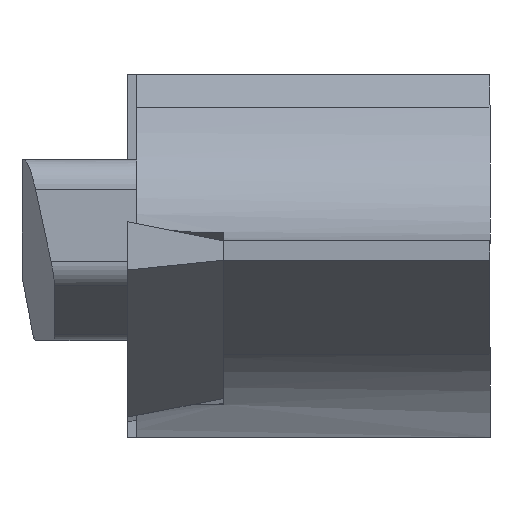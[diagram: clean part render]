
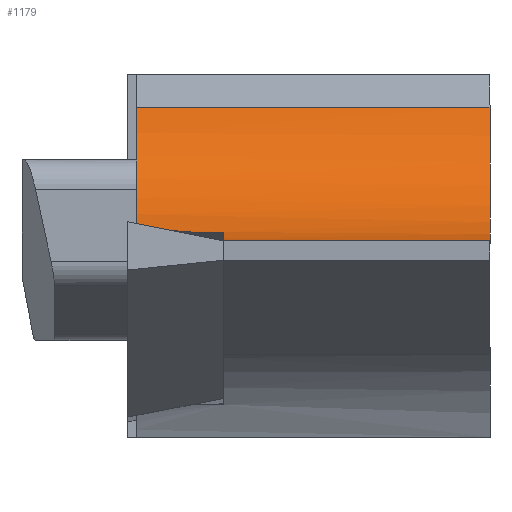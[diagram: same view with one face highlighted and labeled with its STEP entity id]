
A CAD part, left-side view. The second image highlights one B-rep face of the part: STEP entity #1179.
In plain terms, the highlighted cylindrical face has radius 6.1 mm (diameter 12.2 mm), a partial arc.
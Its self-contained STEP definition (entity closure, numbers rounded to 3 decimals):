
#29 = VERTEX_POINT ( 'NONE', #811 ) ;
#51 = CARTESIAN_POINT ( 'NONE',  ( -91.412, -1.512, -5.159 ) ) ;
#107 = EDGE_CURVE ( 'NONE', #29, #2437, #2375, .T. ) ;
#160 = DIRECTION ( 'NONE',  ( 0., -1., 0. ) ) ;
#219 = ORIENTED_EDGE ( 'NONE', *, *, #468, .F. ) ;
#220 = DIRECTION ( 'NONE',  ( 0., -1., 0. ) ) ;
#242 = VERTEX_POINT ( 'NONE', #319 ) ;
#244 = DIRECTION ( 'NONE',  ( 0., -1., 0. ) ) ;
#319 = CARTESIAN_POINT ( 'NONE',  ( -93.684, -12., -5.596 ) ) ;
#383 = DIRECTION ( 'NONE',  ( 0., 0., -1. ) ) ;
#392 = VECTOR ( 'NONE', #220, 1000. ) ;
#421 = LINE ( 'NONE', #2504, #1778 ) ;
#468 = EDGE_CURVE ( 'NONE', #2205, #1020, #1090, .T. ) ;
#487 = CARTESIAN_POINT ( 'NONE',  ( -93.684, -3.18, 0.504 ) ) ;
#492 = DIRECTION ( 'NONE',  ( 0., 0., -1. ) ) ;
#499 = DIRECTION ( 'NONE',  ( 0., 1., 0. ) ) ;
#528 = CYLINDRICAL_SURFACE ( 'NONE', #707, 6.1 ) ;
#531 = ORIENTED_EDGE ( 'NONE', *, *, #717, .T. ) ;
#572 = ORIENTED_EDGE ( 'NONE', *, *, #2171, .T. ) ;
#622 = CARTESIAN_POINT ( 'NONE',  ( -87.792, -0.3, -1.075 ) ) ;
#624 = DIRECTION ( 'NONE',  ( 0., -1., 0. ) ) ;
#634 = VERTEX_POINT ( 'NONE', #622 ) ;
#673 = AXIS2_PLACEMENT_3D ( 'NONE', #2502, #2507, #2329 ) ;
#707 = AXIS2_PLACEMENT_3D ( 'NONE', #1494, #160, #383 ) ;
#717 = EDGE_CURVE ( 'NONE', #1914, #242, #2322, .T. ) ;
#799 = ORIENTED_EDGE ( 'NONE', *, *, #884, .T. ) ;
#811 = CARTESIAN_POINT ( 'NONE',  ( -91.54, -3.18, -5.207 ) ) ;
#841 = EDGE_CURVE ( 'NONE', #956, #242, #2453, .T. ) ;
#884 = EDGE_CURVE ( 'NONE', #2437, #1914, #2303, .T. ) ;
#885 = ORIENTED_EDGE ( 'NONE', *, *, #107, .T. ) ;
#891 = CARTESIAN_POINT ( 'NONE',  ( -91.54, -2.099, -5.207 ) ) ;
#898 = AXIS2_PLACEMENT_3D ( 'NONE', #1619, #1616, #1608 ) ;
#947 = LINE ( 'NONE', #2481, #1780 ) ;
#956 = VERTEX_POINT ( 'NONE', #1072 ) ;
#976 = EDGE_LOOP ( 'NONE', ( #799, #531, #2459, #1370, #2503, #219, #572, #885 ) ) ;
#1020 = VERTEX_POINT ( 'NONE', #1783 ) ;
#1072 = CARTESIAN_POINT ( 'NONE',  ( -87.792, -12., -1.075 ) ) ;
#1090 =( BOUNDED_CURVE ( )  B_SPLINE_CURVE ( 3, ( #891, #51, #1475, #2420 ),
 .UNSPECIFIED., .F., .F. ) 
 B_SPLINE_CURVE_WITH_KNOTS ( ( 4, 4 ),
 ( 0.987, 1.055 ),
 .UNSPECIFIED. ) 
 CURVE ( )  GEOMETRIC_REPRESENTATION_ITEM ( )  RATIONAL_B_SPLINE_CURVE ( ( 1., 1., 1., 1. ) ) 
 REPRESENTATION_ITEM ( '' )  );
#1166 = CARTESIAN_POINT ( 'NONE',  ( -93.684, -3.18, -5.596 ) ) ;
#1179 = ADVANCED_FACE ( 'NONE', ( #2352 ), #528, .F. ) ;
#1226 = AXIS2_PLACEMENT_3D ( 'NONE', #1313, #244, #1551 ) ;
#1244 = EDGE_CURVE ( 'NONE', #634, #956, #947, .T. ) ;
#1313 = CARTESIAN_POINT ( 'NONE',  ( -93.684, -0.3, 0.504 ) ) ;
#1359 = AXIS2_PLACEMENT_3D ( 'NONE', #487, #499, #492 ) ;
#1370 = ORIENTED_EDGE ( 'NONE', *, *, #1244, .F. ) ;
#1428 = CARTESIAN_POINT ( 'NONE',  ( -93.639, -3.18, -5.596 ) ) ;
#1475 = CARTESIAN_POINT ( 'NONE',  ( -91.285, -0.912, -5.107 ) ) ;
#1494 = CARTESIAN_POINT ( 'NONE',  ( -93.684, 126.787, 0.504 ) ) ;
#1551 = DIRECTION ( 'NONE',  ( 0., 0., 1. ) ) ;
#1574 = CARTESIAN_POINT ( 'NONE',  ( -91.54, -2.099, -5.207 ) ) ;
#1608 = DIRECTION ( 'NONE',  ( 0., 0., -1. ) ) ;
#1616 = DIRECTION ( 'NONE',  ( 0., 1., 0. ) ) ;
#1619 = CARTESIAN_POINT ( 'NONE',  ( -93.684, -3.18, 0.504 ) ) ;
#1778 = VECTOR ( 'NONE', #624, 1000. ) ;
#1780 = VECTOR ( 'NONE', #2451, 1000. ) ;
#1783 = CARTESIAN_POINT ( 'NONE',  ( -91.161, -0.3, -5.05 ) ) ;
#1914 = VERTEX_POINT ( 'NONE', #1166 ) ;
#2031 = EDGE_CURVE ( 'NONE', #1020, #634, #2263, .T. ) ;
#2114 = CARTESIAN_POINT ( 'NONE',  ( -93.684, 126.787, -5.596 ) ) ;
#2171 = EDGE_CURVE ( 'NONE', #2205, #29, #421, .T. ) ;
#2205 = VERTEX_POINT ( 'NONE', #1574 ) ;
#2263 = CIRCLE ( 'NONE', #1226, 6.1 ) ;
#2303 = CIRCLE ( 'NONE', #898, 6.1 ) ;
#2322 = LINE ( 'NONE', #2114, #392 ) ;
#2329 = DIRECTION ( 'NONE',  ( 0., 0., 1. ) ) ;
#2352 = FACE_OUTER_BOUND ( 'NONE', #976, .T. ) ;
#2375 = CIRCLE ( 'NONE', #1359, 6.1 ) ;
#2420 = CARTESIAN_POINT ( 'NONE',  ( -91.161, -0.3, -5.05 ) ) ;
#2437 = VERTEX_POINT ( 'NONE', #1428 ) ;
#2451 = DIRECTION ( 'NONE',  ( 0., -1., 0. ) ) ;
#2453 = CIRCLE ( 'NONE', #673, 6.1 ) ;
#2459 = ORIENTED_EDGE ( 'NONE', *, *, #841, .F. ) ;
#2481 = CARTESIAN_POINT ( 'NONE',  ( -87.792, 126.787, -1.075 ) ) ;
#2502 = CARTESIAN_POINT ( 'NONE',  ( -93.684, -12., 0.504 ) ) ;
#2503 = ORIENTED_EDGE ( 'NONE', *, *, #2031, .F. ) ;
#2504 = CARTESIAN_POINT ( 'NONE',  ( -91.54, 126.787, -5.207 ) ) ;
#2507 = DIRECTION ( 'NONE',  ( 0., 1., 0. ) ) ;
